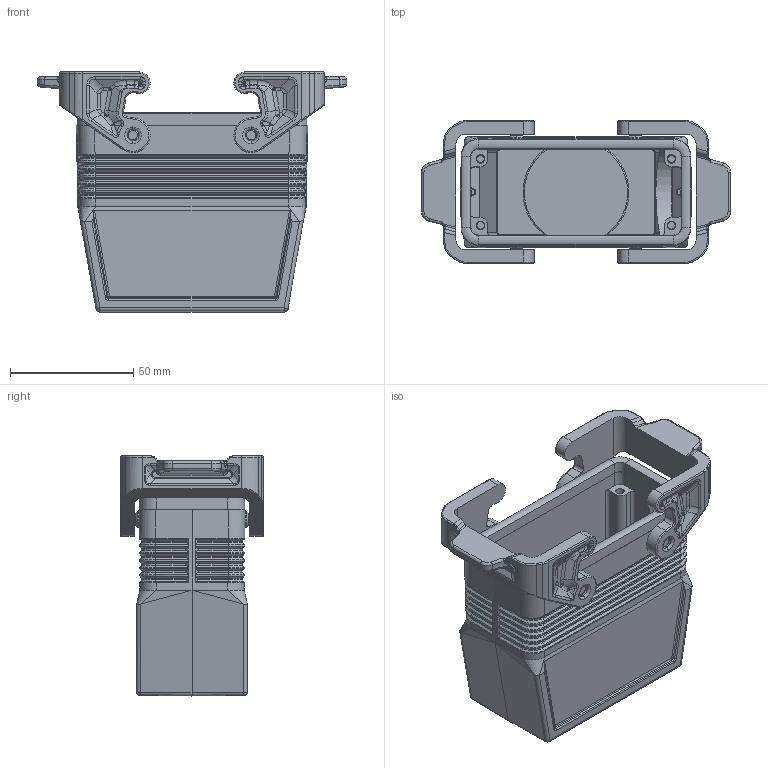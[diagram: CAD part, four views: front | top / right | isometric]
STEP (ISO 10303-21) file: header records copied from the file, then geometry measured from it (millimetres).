
FILE_DESCRIPTION(('Creo Elements/Direct Modeling STEP Export'),'2;1');
FILE_NAME('0ln7uvk5tno5teq968','2023-11-15T16:23:43',(''),(''),'Creo Elements/Direct Modeling STEP processor for AP214 (Solid Model)','Creo Elements/Direct Modeling 20.1B 02-Apr-2019 (C) Parametric Technology GmbH','');
FILE_SCHEMA(('AUTOMOTIVE_DESIGN { 1 0 10303 214 1 1 1 1 }'));
Products named in the file (2): JMPFO 16 G40
Assembly tree (1 placements, depth 2):
  JMPFO 16 G40
    JMPFO 16 G40
Bounding box: 125.5 x 58.07 x 97.45 mm (x, y, z)
Volume: 112719.1 mm3; surface area: 58717.5 mm2
Topology: 1 solids, 1 shells, 1209 faces, 2898 edges, 1690 vertices
Faces by surface type: cylinder 395, plane 334, bspline 272, torus 114, cone 80, sphere 14
Entity records: 91889 total; most frequent: CARTESIAN_POINT 57510, ORIENTED_EDGE 5752, DIRECTION 4373, EDGE_CURVE 2876, VERTEX_POINT 1690, AXIS2_PLACEMENT_3D 1610, EDGE_LOOP 1236, COLOUR_RGB 1210
